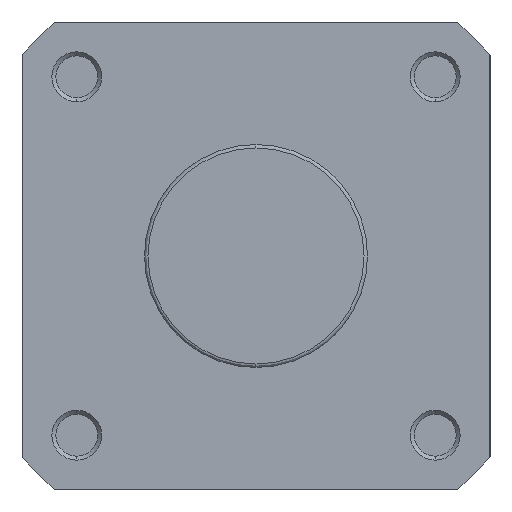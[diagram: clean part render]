
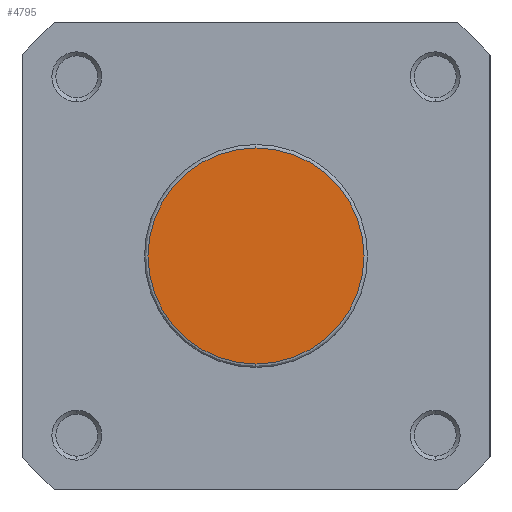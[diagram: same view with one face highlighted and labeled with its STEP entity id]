
A CAD part, left-side view. The second image highlights one B-rep face of the part: STEP entity #4795.
In plain terms, the highlighted planar face has unit normal (-1, 0, 0).
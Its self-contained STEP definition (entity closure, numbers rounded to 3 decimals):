
#236 = FACE_OUTER_BOUND ( 'NONE', #1586, .T. ) ;
#444 = VERTEX_POINT ( 'NONE', #3888 ) ;
#445 = VERTEX_POINT ( 'NONE', #3853 ) ;
#1153 = CARTESIAN_POINT ( 'NONE',  ( 0., 22.4, 0. ) ) ;
#1154 = PLANE ( 'NONE',  #4465 ) ;
#1155 = DIRECTION ( 'NONE',  ( 1., 0., 0. ) ) ;
#1156 = DIRECTION ( 'NONE',  ( 0., 0., -1. ) ) ;
#1586 = EDGE_LOOP ( 'NONE', ( #2000, #2001 ) ) ;
#2000 = ORIENTED_EDGE ( 'NONE', *, *, #4601, .T. ) ;
#2001 = ORIENTED_EDGE ( 'NONE', *, *, #4612, .T. ) ;
#2784 = CIRCLE ( 'NONE', #4248, 21.7 ) ;
#2801 = CIRCLE ( 'NONE', #4257, 21.7 ) ;
#3853 = CARTESIAN_POINT ( 'NONE',  ( 0., 0., -21.7 ) ) ;
#3888 = CARTESIAN_POINT ( 'NONE',  ( 0., 0., 21.7 ) ) ;
#4248 = AXIS2_PLACEMENT_3D ( 'NONE', #5726, #5732, #5733 ) ;
#4257 = AXIS2_PLACEMENT_3D ( 'NONE', #5759, #5761, #5762 ) ;
#4465 = AXIS2_PLACEMENT_3D ( 'NONE', #1153, #1155, #1156 ) ;
#4601 = EDGE_CURVE ( 'NONE', #445, #444, #2784, .T. ) ;
#4612 = EDGE_CURVE ( 'NONE', #444, #445, #2801, .T. ) ;
#4795 = ADVANCED_FACE ( 'NONE', ( #236 ), #1154, .F. ) ;
#5726 = CARTESIAN_POINT ( 'NONE',  ( 0., 0., 0. ) ) ;
#5732 = DIRECTION ( 'NONE',  ( -1., 0., 0. ) ) ;
#5733 = DIRECTION ( 'NONE',  ( 0., 0., -1. ) ) ;
#5759 = CARTESIAN_POINT ( 'NONE',  ( 0., 0., 0. ) ) ;
#5761 = DIRECTION ( 'NONE',  ( -1., 0., 0. ) ) ;
#5762 = DIRECTION ( 'NONE',  ( 0., 0., -1. ) ) ;
